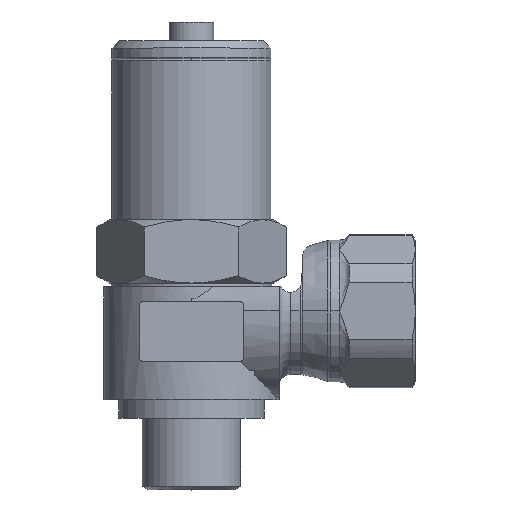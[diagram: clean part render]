
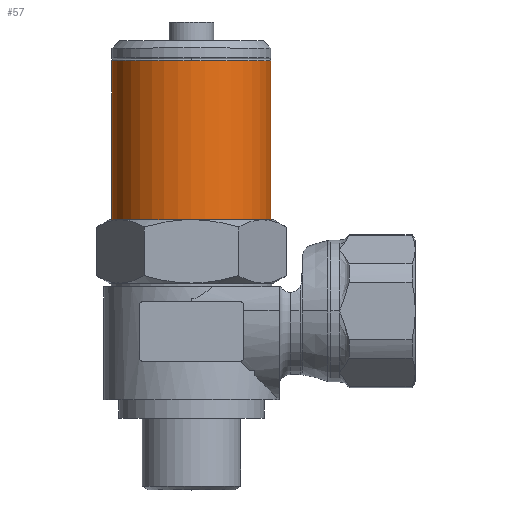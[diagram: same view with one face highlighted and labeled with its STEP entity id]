
A CAD part, top view. The second image highlights one B-rep face of the part: STEP entity #57.
In plain terms, the highlighted cylindrical face has radius 10.65 mm (diameter 21.3 mm), a partial arc.
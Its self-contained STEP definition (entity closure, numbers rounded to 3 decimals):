
#57=ADVANCED_FACE('',(#214),#215,.T.);
#214=FACE_OUTER_BOUND('',#512,.T.);
#215=CYLINDRICAL_SURFACE('',#513,10.65);
#512=EDGE_LOOP('',(#896,#897,#898,#899,#900));
#513=AXIS2_PLACEMENT_3D('',#901,#902,#903);
#896=ORIENTED_EDGE('',*,*,#2041,.F.);
#897=ORIENTED_EDGE('',*,*,#2042,.T.);
#898=ORIENTED_EDGE('',*,*,#2043,.F.);
#899=ORIENTED_EDGE('',*,*,#2044,.F.);
#900=ORIENTED_EDGE('',*,*,#2045,.F.);
#901=CARTESIAN_POINT('',(0.0,42.6,0.0));
#902=DIRECTION('',(0.0,1.0,0.0));
#903=DIRECTION('',(-1.0,0.0,0.0));
#2041=EDGE_CURVE('',#2477,#2478,#2479,.T.);
#2042=EDGE_CURVE('',#2477,#2480,#2481,.T.);
#2043=EDGE_CURVE('',#2482,#2480,#2483,.T.);
#2044=EDGE_CURVE('',#2484,#2482,#2485,.T.);
#2045=EDGE_CURVE('',#2478,#2484,#2486,.T.);
#2477=VERTEX_POINT('',#3477);
#2478=VERTEX_POINT('',#3478);
#2479=LINE('',#3479,#3480);
#2480=VERTEX_POINT('',#3481);
#2481=CIRCLE('',#3482,10.65);
#2482=VERTEX_POINT('',#3483);
#2483=LINE('',#3484,#3485);
#2484=VERTEX_POINT('',#3486);
#2485=CIRCLE('',#3487,10.65);
#2486=CIRCLE('',#3488,10.65);
#3477=CARTESIAN_POINT('',(-10.65,36.2,0.));
#3478=CARTESIAN_POINT('',(-10.65,57.5,0.0));
#3479=CARTESIAN_POINT('',(-10.65,42.6,0.));
#3480=VECTOR('',#5321,1.0);
#3481=CARTESIAN_POINT('',(10.65,36.2,0.));
#3482=AXIS2_PLACEMENT_3D('',#5322,#5323,#5324);
#3483=CARTESIAN_POINT('',(10.65,57.5,0.));
#3484=CARTESIAN_POINT('',(10.65,42.6,0.));
#3485=VECTOR('',#5325,1.0);
#3486=CARTESIAN_POINT('',(0.,57.5,10.65));
#3487=AXIS2_PLACEMENT_3D('',#5326,#5327,#5328);
#3488=AXIS2_PLACEMENT_3D('',#5329,#5330,#5331);
#5321=DIRECTION('',(0.0,1.0,0.0));
#5322=CARTESIAN_POINT('',(0.0,36.2,0.0));
#5323=DIRECTION('',(0.0,1.0,0.0));
#5324=DIRECTION('',(-1.0,0.0,0.0));
#5325=DIRECTION('',(-0.0,-1.0,-0.0));
#5326=CARTESIAN_POINT('',(0.0,57.5,0.0));
#5327=DIRECTION('',(0.0,1.0,0.0));
#5328=DIRECTION('',(-1.0,0.0,0.0));
#5329=CARTESIAN_POINT('',(0.0,57.5,0.0));
#5330=DIRECTION('',(0.0,1.0,0.0));
#5331=DIRECTION('',(-1.0,0.0,0.0));
